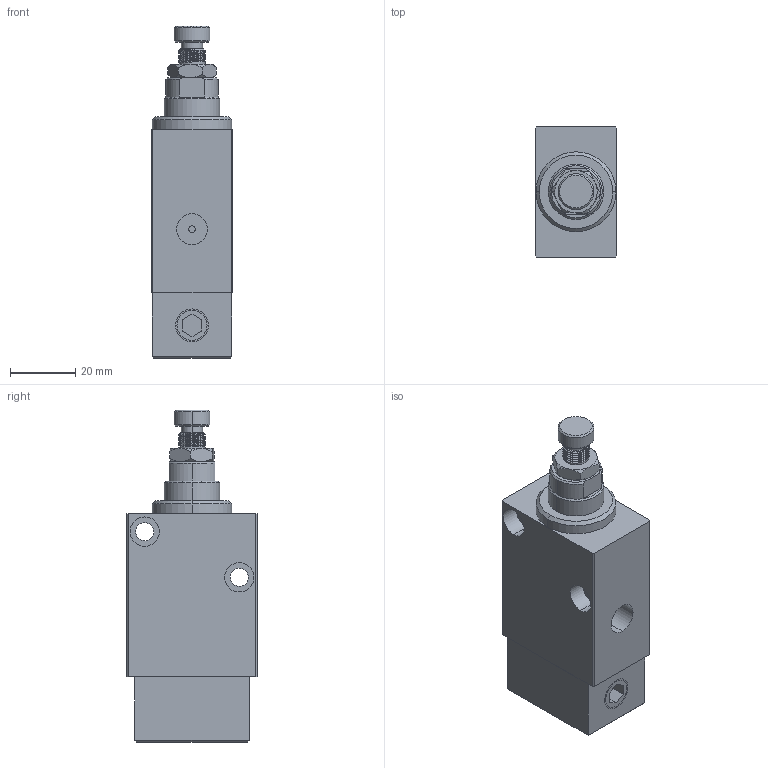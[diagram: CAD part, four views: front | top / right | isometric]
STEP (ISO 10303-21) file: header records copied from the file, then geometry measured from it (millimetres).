
FILE_DESCRIPTION (( 'STEP AP214' ), '1' );
FILE_NAME ('蚾饜极.STEP', '2017-06-10T00:42:19', ( '' ), ( '' ), 'SwSTEP 2.0', 'SolidWorks 2016', '' );
FILE_SCHEMA (( 'AUTOMOTIVE_DESIGN' ));
Length unit declared in the file: millimetre
Products named in the file (4): 蚾饜极; socket set screw flat point_iso_ISO 4026 - M12 x 10-N; 菜え; 掛极
Assembly tree (3 placements, depth 2):
  蚾饜极
    掛极
    菜え
    socket set screw flat point_iso_ISO 4026 - M12 x 10-N
Bounding box: 25 x 40 x 101.8 mm (x, y, z)
Volume: 69614.8 mm3; surface area: 17939.9 mm2
Topology: 5 solids, 5 shells, 157 faces, 355 edges, 227 vertices
Faces by surface type: plane 62, cylinder 58, cone 35, bspline 2
Entity records: 5322 total; most frequent: CARTESIAN_POINT 1646, DIRECTION 750, ORIENTED_EDGE 710, EDGE_CURVE 355, AXIS2_PLACEMENT_3D 291, VERTEX_POINT 227, EDGE_LOOP 180, VECTOR 168
